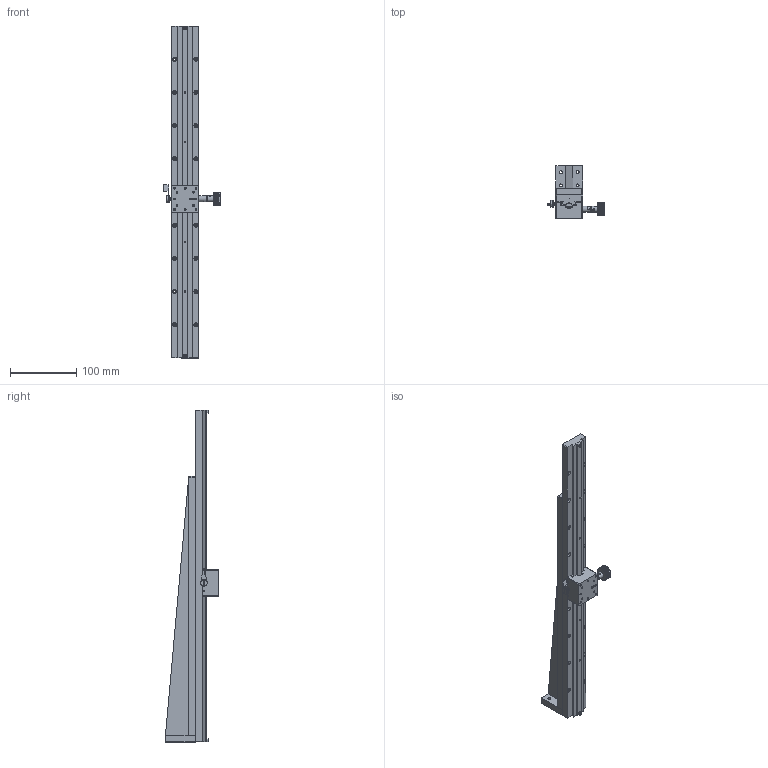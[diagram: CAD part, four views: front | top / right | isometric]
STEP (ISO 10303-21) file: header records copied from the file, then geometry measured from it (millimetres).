
FILE_DESCRIPTION (( 'STEP AP203' ), '1' );
FILE_NAME ('528796.STEP', '2024-10-15T03:13:33', ( 'Windows User' ), ( 'P R C' ), 'SwSTEP 2.0', 'SolidWorks 2020', '' );
FILE_SCHEMA (( 'CONFIG_CONTROL_DESIGN' ));
Length unit declared in the file: millimetre
Products named in the file (1): 528796
Bounding box: 85.49 x 80 x 500 mm (x, y, z)
Volume: 544864.7 mm3; surface area: 162045.2 mm2
Topology: 41 solids, 41 shells, 1452 faces, 3353 edges, 2043 vertices
Faces by surface type: plane 774, cylinder 319, cone 295, bspline 64
Full cylindrical faces by diameter (mm): 2.05 x8, 2.2 x1, 2.5 x41, 2.9 x9, 3 x10, 3.3 x23, 4 x24, 4.1 x2, 4.5 x17, 5 x7, 5.5 x8, 6 x18, 7 x8, 7.4 x1, 8 x8, 9 x3, 10 x2
Entity records: 129228 total; most frequent: CARTESIAN_POINT 99189, DIRECTION 6024, ORIENTED_EDGE 5864, EDGE_CURVE 2932, AXIS2_PLACEMENT_3D 2371, VERTEX_POINT 1930, EDGE_LOOP 1926, FACE_OUTER_BOUND 1641
